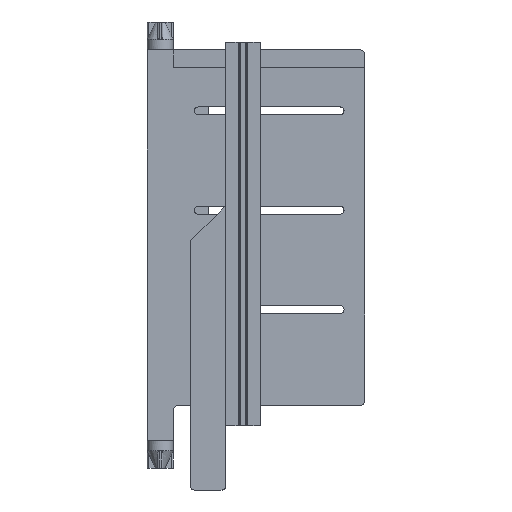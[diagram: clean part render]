
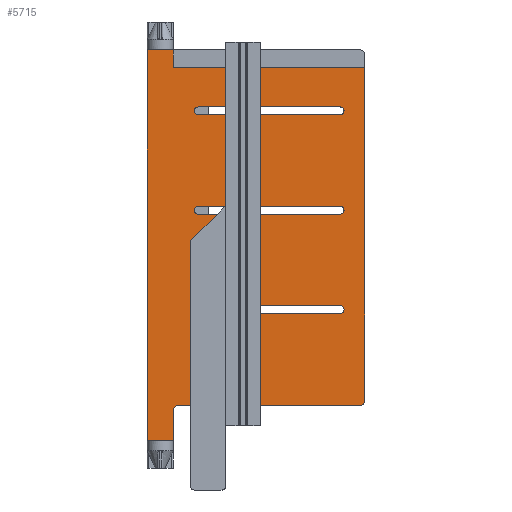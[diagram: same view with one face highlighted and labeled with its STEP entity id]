
A CAD part, front view. The second image highlights one B-rep face of the part: STEP entity #5715.
In plain terms, the highlighted planar face has unit normal (0, -1, 0).
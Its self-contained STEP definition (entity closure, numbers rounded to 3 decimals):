
#124=FACE_BOUND('',#922,.T.);
#125=FACE_BOUND('',#923,.T.);
#126=FACE_BOUND('',#924,.T.);
#184=CIRCLE('',#6079,2.25);
#187=CIRCLE('',#6085,2.25);
#190=CIRCLE('',#6091,2.25);
#194=CIRCLE('',#6098,2.25);
#196=CIRCLE('',#6103,2.25);
#200=CIRCLE('',#6110,2.25);
#215=CIRCLE('',#6142,3.);
#218=CIRCLE('',#6148,3.);
#593=FACE_OUTER_BOUND('',#921,.T.);
#921=EDGE_LOOP('',(#4006,#4007,#4008,#4009,#4010,#4011,#4012,#4013,#4014,
#4015));
#922=EDGE_LOOP('',(#4016,#4017,#4018,#4019));
#923=EDGE_LOOP('',(#4020,#4021,#4022,#4023));
#924=EDGE_LOOP('',(#4024,#4025,#4026,#4027));
#1264=LINE('',#8424,#1837);
#1274=LINE('',#8451,#1847);
#1284=LINE('',#8478,#1857);
#1300=LINE('',#8520,#1873);
#1303=LINE('',#8526,#1876);
#1316=LINE('',#8562,#1889);
#1319=LINE('',#8570,#1892);
#1343=LINE('',#8648,#1916);
#1348=LINE('',#8661,#1921);
#1353=LINE('',#8675,#1926);
#1361=LINE('',#8691,#1934);
#1362=LINE('',#8693,#1935);
#1363=LINE('',#8695,#1936);
#1364=LINE('',#8696,#1937);
#1837=VECTOR('',#6671,10.);
#1847=VECTOR('',#6693,10.);
#1857=VECTOR('',#6715,10.);
#1873=VECTOR('',#6753,10.);
#1876=VECTOR('',#6758,10.);
#1889=VECTOR('',#6793,10.);
#1892=VECTOR('',#6798,10.);
#1916=VECTOR('',#6878,10.);
#1921=VECTOR('',#6891,10.);
#1926=VECTOR('',#6906,10.);
#1934=VECTOR('',#6922,10.);
#1935=VECTOR('',#6923,10.);
#1936=VECTOR('',#6924,10.);
#1937=VECTOR('',#6925,10.);
#2410=VERTEX_POINT('',#8421);
#2411=VERTEX_POINT('',#8423);
#2415=VERTEX_POINT('',#8432);
#2421=VERTEX_POINT('',#8448);
#2422=VERTEX_POINT('',#8450);
#2426=VERTEX_POINT('',#8459);
#2432=VERTEX_POINT('',#8475);
#2433=VERTEX_POINT('',#8477);
#2437=VERTEX_POINT('',#8486);
#2448=VERTEX_POINT('',#8515);
#2450=VERTEX_POINT('',#8524);
#2462=VERTEX_POINT('',#8557);
#2465=VERTEX_POINT('',#8567);
#2466=VERTEX_POINT('',#8569);
#2492=VERTEX_POINT('',#8647);
#2494=VERTEX_POINT('',#8654);
#2496=VERTEX_POINT('',#8660);
#2499=VERTEX_POINT('',#8670);
#2500=VERTEX_POINT('',#8674);
#2504=VERTEX_POINT('',#8690);
#2505=VERTEX_POINT('',#8692);
#2506=VERTEX_POINT('',#8694);
#2964=EDGE_CURVE('',#2410,#2411,#1264,.T.);
#2969=EDGE_CURVE('',#2410,#2415,#184,.T.);
#2977=EDGE_CURVE('',#2421,#2422,#1274,.T.);
#2982=EDGE_CURVE('',#2421,#2426,#187,.T.);
#2990=EDGE_CURVE('',#2432,#2433,#1284,.T.);
#2995=EDGE_CURVE('',#2432,#2437,#190,.T.);
#3009=EDGE_CURVE('',#2448,#2411,#194,.T.);
#3012=EDGE_CURVE('',#2448,#2415,#1300,.T.);
#3015=EDGE_CURVE('',#2437,#2450,#1303,.T.);
#3017=EDGE_CURVE('',#2450,#2433,#196,.T.);
#3031=EDGE_CURVE('',#2462,#2422,#200,.T.);
#3034=EDGE_CURVE('',#2462,#2426,#1316,.T.);
#3037=EDGE_CURVE('',#2465,#2466,#1319,.T.);
#3075=EDGE_CURVE('',#2466,#2492,#1343,.T.);
#3079=EDGE_CURVE('',#2494,#2492,#215,.T.);
#3082=EDGE_CURVE('',#2494,#2496,#1348,.T.);
#3087=EDGE_CURVE('',#2499,#2496,#218,.T.);
#3089=EDGE_CURVE('',#2499,#2500,#1353,.T.);
#3097=EDGE_CURVE('',#2504,#2465,#1361,.T.);
#3098=EDGE_CURVE('',#2505,#2504,#1362,.T.);
#3099=EDGE_CURVE('',#2506,#2505,#1363,.T.);
#3100=EDGE_CURVE('',#2500,#2506,#1364,.T.);
#4006=ORIENTED_EDGE('',*,*,#3079,.T.);
#4007=ORIENTED_EDGE('',*,*,#3075,.F.);
#4008=ORIENTED_EDGE('',*,*,#3037,.F.);
#4009=ORIENTED_EDGE('',*,*,#3097,.F.);
#4010=ORIENTED_EDGE('',*,*,#3098,.F.);
#4011=ORIENTED_EDGE('',*,*,#3099,.F.);
#4012=ORIENTED_EDGE('',*,*,#3100,.F.);
#4013=ORIENTED_EDGE('',*,*,#3089,.F.);
#4014=ORIENTED_EDGE('',*,*,#3087,.T.);
#4015=ORIENTED_EDGE('',*,*,#3082,.F.);
#4016=ORIENTED_EDGE('',*,*,#2990,.F.);
#4017=ORIENTED_EDGE('',*,*,#2995,.T.);
#4018=ORIENTED_EDGE('',*,*,#3015,.T.);
#4019=ORIENTED_EDGE('',*,*,#3017,.T.);
#4020=ORIENTED_EDGE('',*,*,#3034,.F.);
#4021=ORIENTED_EDGE('',*,*,#3031,.T.);
#4022=ORIENTED_EDGE('',*,*,#2977,.F.);
#4023=ORIENTED_EDGE('',*,*,#2982,.T.);
#4024=ORIENTED_EDGE('',*,*,#3012,.F.);
#4025=ORIENTED_EDGE('',*,*,#3009,.T.);
#4026=ORIENTED_EDGE('',*,*,#2964,.F.);
#4027=ORIENTED_EDGE('',*,*,#2969,.T.);
#5521=PLANE('',#6153);
#5715=ADVANCED_FACE('',(#593,#124,#125,#126),#5521,.T.);
#6079=AXIS2_PLACEMENT_3D('',#8434,#6679,#6680);
#6085=AXIS2_PLACEMENT_3D('',#8461,#6701,#6702);
#6091=AXIS2_PLACEMENT_3D('',#8488,#6723,#6724);
#6098=AXIS2_PLACEMENT_3D('',#8516,#6747,#6748);
#6103=AXIS2_PLACEMENT_3D('',#8530,#6763,#6764);
#6110=AXIS2_PLACEMENT_3D('',#8558,#6787,#6788);
#6142=AXIS2_PLACEMENT_3D('',#8655,#6884,#6885);
#6148=AXIS2_PLACEMENT_3D('',#8671,#6901,#6902);
#6153=AXIS2_PLACEMENT_3D('',#8689,#6920,#6921);
#6671=DIRECTION('',(-1.,0.,0.));
#6679=DIRECTION('center_axis',(0.,1.,0.));
#6680=DIRECTION('ref_axis',(0.707,0.,0.707));
#6693=DIRECTION('',(-1.,0.,0.));
#6701=DIRECTION('center_axis',(0.,1.,0.));
#6702=DIRECTION('ref_axis',(0.707,0.,0.707));
#6715=DIRECTION('',(-1.,0.,0.));
#6723=DIRECTION('center_axis',(0.,1.,0.));
#6724=DIRECTION('ref_axis',(0.707,0.,0.707));
#6747=DIRECTION('center_axis',(0.,1.,0.));
#6748=DIRECTION('ref_axis',(-0.707,0.,-0.707));
#6753=DIRECTION('',(1.,0.,0.));
#6758=DIRECTION('',(-1.,0.,0.));
#6763=DIRECTION('center_axis',(0.,1.,0.));
#6764=DIRECTION('ref_axis',(-0.707,0.,-0.707));
#6787=DIRECTION('center_axis',(0.,1.,0.));
#6788=DIRECTION('ref_axis',(-0.707,0.,-0.707));
#6793=DIRECTION('',(1.,0.,0.));
#6798=DIRECTION('',(1.,0.,0.));
#6878=DIRECTION('',(0.,0.,-1.));
#6884=DIRECTION('center_axis',(0.,-1.,0.));
#6885=DIRECTION('ref_axis',(0.707,0.,-0.707));
#6891=DIRECTION('',(-1.,0.,0.));
#6901=DIRECTION('center_axis',(0.,1.,0.));
#6902=DIRECTION('ref_axis',(-0.707,0.,0.707));
#6906=DIRECTION('',(0.,0.,-1.));
#6920=DIRECTION('center_axis',(0.,-1.,0.));
#6921=DIRECTION('ref_axis',(1.,0.,0.));
#6922=DIRECTION('',(0.,0.,-1.));
#6923=DIRECTION('',(1.,0.,0.));
#6924=DIRECTION('',(0.,0.,1.));
#6925=DIRECTION('',(-1.,0.,0.));
#8421=CARTESIAN_POINT('',(-14.25,-5.,74.25));
#8423=CARTESIAN_POINT('',(-95.75,-5.,74.25));
#8424=CARTESIAN_POINT('',(12.875,-5.,74.25));
#8432=CARTESIAN_POINT('',(-14.25,-5.,69.75));
#8434=CARTESIAN_POINT('Origin',(-14.25,-5.,72.));
#8448=CARTESIAN_POINT('',(-14.25,-5.,17.25));
#8450=CARTESIAN_POINT('',(-95.75,-5.,17.25));
#8451=CARTESIAN_POINT('',(-29.,-5.,17.25));
#8459=CARTESIAN_POINT('',(-14.25,-5.,12.75));
#8461=CARTESIAN_POINT('Origin',(-14.25,-5.,15.));
#8475=CARTESIAN_POINT('',(-14.25,-5.,-39.75));
#8477=CARTESIAN_POINT('',(-95.75,-5.,-39.75));
#8478=CARTESIAN_POINT('',(12.875,-5.,-39.75));
#8486=CARTESIAN_POINT('',(-14.25,-5.,-44.25));
#8488=CARTESIAN_POINT('Origin',(-14.25,-5.,-42.));
#8515=CARTESIAN_POINT('',(-95.75,-5.,69.75));
#8516=CARTESIAN_POINT('Origin',(-95.75,-5.,72.));
#8520=CARTESIAN_POINT('',(12.875,-5.,69.75));
#8524=CARTESIAN_POINT('',(-95.75,-5.,-44.25));
#8526=CARTESIAN_POINT('',(12.875,-5.,-44.25));
#8530=CARTESIAN_POINT('Origin',(-95.75,-5.,-42.));
#8557=CARTESIAN_POINT('',(-95.75,-5.,12.75));
#8558=CARTESIAN_POINT('Origin',(-95.75,-5.,15.));
#8562=CARTESIAN_POINT('',(14.,-5.,12.75));
#8567=CARTESIAN_POINT('',(-110.,-5.,97.));
#8569=CARTESIAN_POINT('',(0.,-5.,97.));
#8570=CARTESIAN_POINT('',(20.,-5.,97.));
#8647=CARTESIAN_POINT('',(0.,-5.,-94.));
#8648=CARTESIAN_POINT('',(0.,-5.,73.));
#8654=CARTESIAN_POINT('',(-3.,-5.,-97.));
#8655=CARTESIAN_POINT('Origin',(-3.,-5.,-94.));
#8660=CARTESIAN_POINT('',(-107.,-5.,-97.));
#8661=CARTESIAN_POINT('',(-35.,-5.,-97.));
#8670=CARTESIAN_POINT('',(-110.,-5.,-100.));
#8671=CARTESIAN_POINT('Origin',(-107.,-5.,-100.));
#8674=CARTESIAN_POINT('',(-110.,-5.,-117.));
#8675=CARTESIAN_POINT('',(-110.,-5.,3.));
#8689=CARTESIAN_POINT('Origin',(40.,-5.,123.));
#8690=CARTESIAN_POINT('',(-110.,-5.,107.));
#8691=CARTESIAN_POINT('',(-110.,-5.,110.));
#8692=CARTESIAN_POINT('',(-125.,-5.,107.));
#8693=CARTESIAN_POINT('',(-10.,-5.,107.));
#8694=CARTESIAN_POINT('',(-125.,-5.,-117.));
#8695=CARTESIAN_POINT('',(-125.,-5.,73.));
#8696=CARTESIAN_POINT('',(-70.,-5.,-117.));
